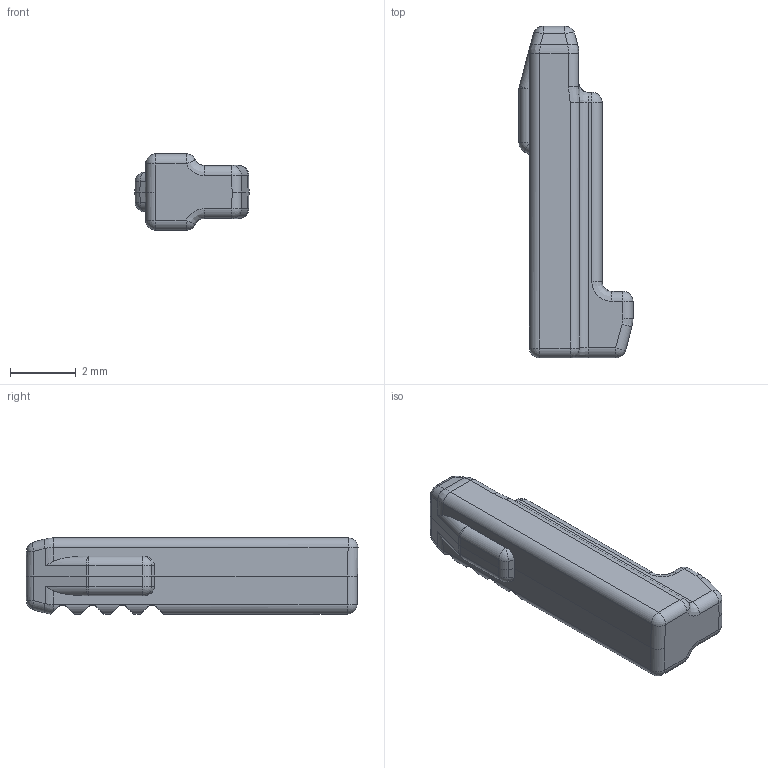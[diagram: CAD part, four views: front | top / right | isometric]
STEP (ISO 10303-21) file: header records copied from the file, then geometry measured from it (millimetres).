
FILE_DESCRIPTION(/* description */ (''),/* implementation_level */ '2;1');
FILE_NAME(/* name */ '3689.3.stp',/* time_stamp */ '2013-12-19T10:44:16+01:00',/* author */ (''),/* organization */ (''),/* preprocessor_version */ 'ST-DEVELOPER v14',/* originating_system */ 'SIEMENS PLM Software NX 8.0',/* authorisation */ '');
FILE_SCHEMA (('CONFIG_CONTROL_DESIGN'));
Length unit declared in the file: millimetre
Products named in the file (1): 9
Bounding box: 3.48 x 10.11 x 2.32 mm (x, y, z)
Volume: 45.9 mm3; surface area: 92.4 mm2
Topology: 1 solids, 1 shells, 145 faces, 323 edges, 177 vertices
Faces by surface type: cylinder 68, plane 44, sphere 18, bspline 15
Entity records: 4711 total; most frequent: CARTESIAN_POINT 1636, ORIENTED_EDGE 640, DIRECTION 598, EDGE_CURVE 320, AXIS2_PLACEMENT_3D 226, VERTEX_POINT 177, LINE 146, VECTOR 146
